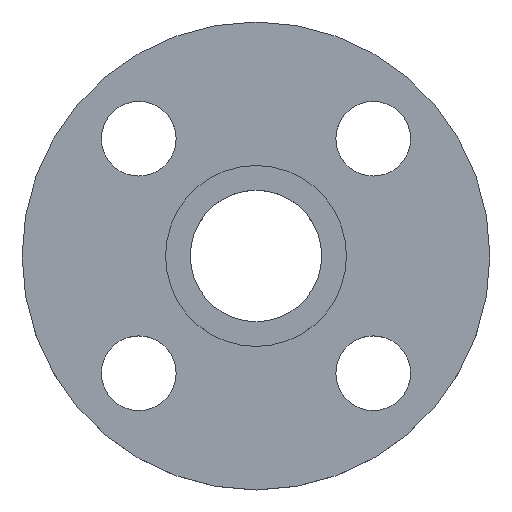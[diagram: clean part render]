
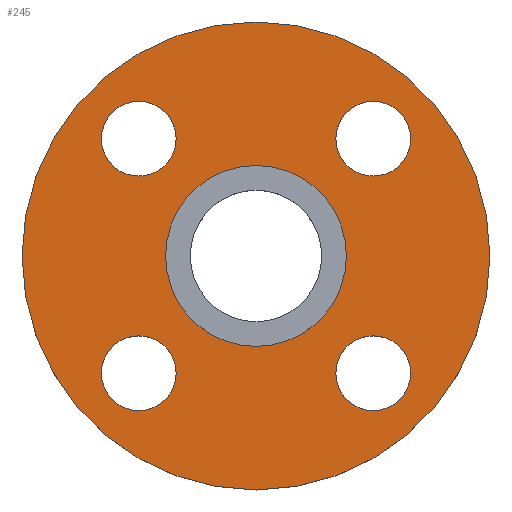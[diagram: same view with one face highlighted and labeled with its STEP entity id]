
A CAD part, top view. The second image highlights one B-rep face of the part: STEP entity #245.
In plain terms, the highlighted planar face has unit normal (0, 0, 1).
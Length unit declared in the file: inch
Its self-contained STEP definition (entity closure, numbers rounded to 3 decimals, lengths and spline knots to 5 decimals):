
#1 = EDGE_CURVE ( 'NONE', #448, #93, #260, .T. ) ;
#15 = DIRECTION ( 'NONE',  ( 0., 0., -1. ) ) ;
#23 = EDGE_CURVE ( 'NONE', #344, #259, #623, .T. ) ;
#24 = DIRECTION ( 'NONE',  ( 0., 1., 0. ) ) ;
#27 = CIRCLE ( 'NONE', #464, 1.94 ) ;
#38 = CARTESIAN_POINT ( 'NONE',  ( 0.97227, -0.97227, -0.0625 ) ) ;
#41 = CIRCLE ( 'NONE', #196, 0.31 ) ;
#43 = DIRECTION ( 'NONE',  ( 0., 0., 1. ) ) ;
#44 = EDGE_CURVE ( 'NONE', #310, #581, #690, .T. ) ;
#45 = DIRECTION ( 'NONE',  ( 0., 0., 1. ) ) ;
#46 = CARTESIAN_POINT ( 'NONE',  ( -0.97227, -0.97227, -0.0625 ) ) ;
#49 = ORIENTED_EDGE ( 'NONE', *, *, #66, .F. ) ;
#60 = DIRECTION ( 'NONE',  ( 1., 0., 0. ) ) ;
#61 = AXIS2_PLACEMENT_3D ( 'NONE', #241, #360, #692 ) ;
#66 = EDGE_CURVE ( 'NONE', #453, #517, #41, .T. ) ;
#67 = ORIENTED_EDGE ( 'NONE', *, *, #383, .F. ) ;
#70 = ORIENTED_EDGE ( 'NONE', *, *, #467, .F. ) ;
#83 = CARTESIAN_POINT ( 'NONE',  ( -0.97227, 0.97227, -0.0625 ) ) ;
#85 = AXIS2_PLACEMENT_3D ( 'NONE', #487, #584, #655 ) ;
#92 = CARTESIAN_POINT ( 'NONE',  ( 0.97227, 0.97227, -0.0625 ) ) ;
#93 = VERTEX_POINT ( 'NONE', #536 ) ;
#95 = DIRECTION ( 'NONE',  ( -1., 0., 0. ) ) ;
#97 = ORIENTED_EDGE ( 'NONE', *, *, #388, .F. ) ;
#102 = EDGE_LOOP ( 'NONE', ( #371, #514 ) ) ;
#104 = CARTESIAN_POINT ( 'NONE',  ( 0.97227, -1.28227, -0.0625 ) ) ;
#123 = VERTEX_POINT ( 'NONE', #276 ) ;
#127 = CARTESIAN_POINT ( 'NONE',  ( 0.75, 0., -0.0625 ) ) ;
#138 = DIRECTION ( 'NONE',  ( 0., 0., 1. ) ) ;
#148 = CARTESIAN_POINT ( 'NONE',  ( 0., 0., -0.0625 ) ) ;
#159 = DIRECTION ( 'NONE',  ( 0., -1., 0. ) ) ;
#169 = FACE_BOUND ( 'NONE', #227, .T. ) ;
#172 = DIRECTION ( 'NONE',  ( 1., 0., 0. ) ) ;
#180 = CIRCLE ( 'NONE', #576, 0.75 ) ;
#184 = ORIENTED_EDGE ( 'NONE', *, *, #23, .T. ) ;
#190 = ORIENTED_EDGE ( 'NONE', *, *, #1, .F. ) ;
#194 = CARTESIAN_POINT ( 'NONE',  ( -1.28227, -0.97227, -0.0625 ) ) ;
#196 = AXIS2_PLACEMENT_3D ( 'NONE', #38, #45, #159 ) ;
#200 = CIRCLE ( 'NONE', #61, 0.31 ) ;
#201 = EDGE_CURVE ( 'NONE', #292, #307, #532, .T. ) ;
#209 = DIRECTION ( 'NONE',  ( 1., 0., 0. ) ) ;
#216 = FACE_BOUND ( 'NONE', #242, .T. ) ;
#217 = ORIENTED_EDGE ( 'NONE', *, *, #634, .T. ) ;
#227 = EDGE_LOOP ( 'NONE', ( #190, #70 ) ) ;
#241 = CARTESIAN_POINT ( 'NONE',  ( 0.97227, 0.97227, -0.0625 ) ) ;
#242 = EDGE_LOOP ( 'NONE', ( #255, #97 ) ) ;
#245 = ADVANCED_FACE ( 'NONE', ( #452, #169, #499, #216, #660, #456 ), #666, .T. ) ;
#255 = ORIENTED_EDGE ( 'NONE', *, *, #44, .F. ) ;
#256 = EDGE_CURVE ( 'NONE', #517, #453, #451, .T. ) ;
#259 = VERTEX_POINT ( 'NONE', #493 ) ;
#260 = CIRCLE ( 'NONE', #530, 0.31 ) ;
#261 = AXIS2_PLACEMENT_3D ( 'NONE', #494, #15, #60 ) ;
#276 = CARTESIAN_POINT ( 'NONE',  ( -0.97227, 1.28227, -0.0625 ) ) ;
#288 = ORIENTED_EDGE ( 'NONE', *, *, #256, .F. ) ;
#292 = VERTEX_POINT ( 'NONE', #363 ) ;
#296 = ORIENTED_EDGE ( 'NONE', *, *, #308, .F. ) ;
#299 = CARTESIAN_POINT ( 'NONE',  ( -0.97227, 0.97227, -0.0625 ) ) ;
#307 = VERTEX_POINT ( 'NONE', #127 ) ;
#308 = EDGE_CURVE ( 'NONE', #123, #567, #545, .T. ) ;
#310 = VERTEX_POINT ( 'NONE', #516 ) ;
#315 = CARTESIAN_POINT ( 'NONE',  ( -0.97227, 0.66227, -0.0625 ) ) ;
#329 = DIRECTION ( 'NONE',  ( 0., 0., 1. ) ) ;
#334 = DIRECTION ( 'NONE',  ( 0., 0., 1. ) ) ;
#344 = VERTEX_POINT ( 'NONE', #370 ) ;
#354 = CARTESIAN_POINT ( 'NONE',  ( 0., 0., -0.0625 ) ) ;
#359 = AXIS2_PLACEMENT_3D ( 'NONE', #92, #334, #378 ) ;
#360 = DIRECTION ( 'NONE',  ( 0., 0., 1. ) ) ;
#363 = CARTESIAN_POINT ( 'NONE',  ( -0.75, 0., -0.0625 ) ) ;
#370 = CARTESIAN_POINT ( 'NONE',  ( 1.94, 0., -0.0625 ) ) ;
#371 = ORIENTED_EDGE ( 'NONE', *, *, #393, .T. ) ;
#378 = DIRECTION ( 'NONE',  ( 1., 0., 0. ) ) ;
#383 = EDGE_CURVE ( 'NONE', #567, #123, #431, .T. ) ;
#388 = EDGE_CURVE ( 'NONE', #581, #310, #200, .T. ) ;
#393 = EDGE_CURVE ( 'NONE', #307, #292, #180, .T. ) ;
#410 = AXIS2_PLACEMENT_3D ( 'NONE', #46, #43, #95 ) ;
#418 = AXIS2_PLACEMENT_3D ( 'NONE', #83, #513, #420 ) ;
#420 = DIRECTION ( 'NONE',  ( 0., 1., 0. ) ) ;
#431 = CIRCLE ( 'NONE', #492, 0.31 ) ;
#444 = CARTESIAN_POINT ( 'NONE',  ( 0.97227, -0.97227, -0.0625 ) ) ;
#448 = VERTEX_POINT ( 'NONE', #194 ) ;
#451 = CIRCLE ( 'NONE', #479, 0.31 ) ;
#452 = FACE_BOUND ( 'NONE', #527, .T. ) ;
#453 = VERTEX_POINT ( 'NONE', #695 ) ;
#456 = FACE_OUTER_BOUND ( 'NONE', #463, .T. ) ;
#460 = EDGE_LOOP ( 'NONE', ( #296, #67 ) ) ;
#463 = EDGE_LOOP ( 'NONE', ( #184, #217 ) ) ;
#464 = AXIS2_PLACEMENT_3D ( 'NONE', #635, #329, #209 ) ;
#466 = CARTESIAN_POINT ( 'NONE',  ( -0.97227, -0.97227, -0.0625 ) ) ;
#467 = EDGE_CURVE ( 'NONE', #93, #448, #523, .T. ) ;
#479 = AXIS2_PLACEMENT_3D ( 'NONE', #444, #657, #547 ) ;
#487 = CARTESIAN_POINT ( 'NONE',  ( 0., 0., -0.0625 ) ) ;
#492 = AXIS2_PLACEMENT_3D ( 'NONE', #299, #509, #24 ) ;
#493 = CARTESIAN_POINT ( 'NONE',  ( -1.94, 0., -0.0625 ) ) ;
#494 = CARTESIAN_POINT ( 'NONE',  ( 0., 0., -0.0625 ) ) ;
#499 = FACE_BOUND ( 'NONE', #460, .T. ) ;
#501 = CARTESIAN_POINT ( 'NONE',  ( 0.66227, 0.97227, -0.0625 ) ) ;
#509 = DIRECTION ( 'NONE',  ( 0., 0., 1. ) ) ;
#513 = DIRECTION ( 'NONE',  ( 0., 0., 1. ) ) ;
#514 = ORIENTED_EDGE ( 'NONE', *, *, #201, .T. ) ;
#516 = CARTESIAN_POINT ( 'NONE',  ( 1.28227, 0.97227, -0.0625 ) ) ;
#517 = VERTEX_POINT ( 'NONE', #104 ) ;
#523 = CIRCLE ( 'NONE', #410, 0.31 ) ;
#527 = EDGE_LOOP ( 'NONE', ( #288, #49 ) ) ;
#529 = DIRECTION ( 'NONE',  ( 1., 0., 0. ) ) ;
#530 = AXIS2_PLACEMENT_3D ( 'NONE', #466, #138, #574 ) ;
#532 = CIRCLE ( 'NONE', #261, 0.75 ) ;
#536 = CARTESIAN_POINT ( 'NONE',  ( -0.66227, -0.97227, -0.0625 ) ) ;
#545 = CIRCLE ( 'NONE', #418, 0.31 ) ;
#547 = DIRECTION ( 'NONE',  ( 0., -1., 0. ) ) ;
#561 = DIRECTION ( 'NONE',  ( 0., 0., 1. ) ) ;
#567 = VERTEX_POINT ( 'NONE', #315 ) ;
#574 = DIRECTION ( 'NONE',  ( -1., 0., 0. ) ) ;
#576 = AXIS2_PLACEMENT_3D ( 'NONE', #148, #588, #529 ) ;
#581 = VERTEX_POINT ( 'NONE', #501 ) ;
#584 = DIRECTION ( 'NONE',  ( 0., 0., 1. ) ) ;
#588 = DIRECTION ( 'NONE',  ( 0., 0., -1. ) ) ;
#599 = AXIS2_PLACEMENT_3D ( 'NONE', #354, #561, #172 ) ;
#623 = CIRCLE ( 'NONE', #85, 1.94 ) ;
#634 = EDGE_CURVE ( 'NONE', #259, #344, #27, .T. ) ;
#635 = CARTESIAN_POINT ( 'NONE',  ( 0., 0., -0.0625 ) ) ;
#655 = DIRECTION ( 'NONE',  ( 1., 0., 0. ) ) ;
#657 = DIRECTION ( 'NONE',  ( 0., 0., 1. ) ) ;
#660 = FACE_BOUND ( 'NONE', #102, .T. ) ;
#666 = PLANE ( 'NONE',  #599 ) ;
#690 = CIRCLE ( 'NONE', #359, 0.31 ) ;
#692 = DIRECTION ( 'NONE',  ( 1., 0., 0. ) ) ;
#695 = CARTESIAN_POINT ( 'NONE',  ( 0.97227, -0.66227, -0.0625 ) ) ;
